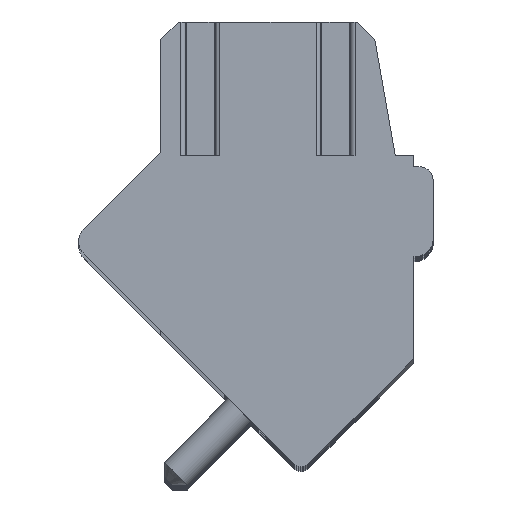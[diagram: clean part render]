
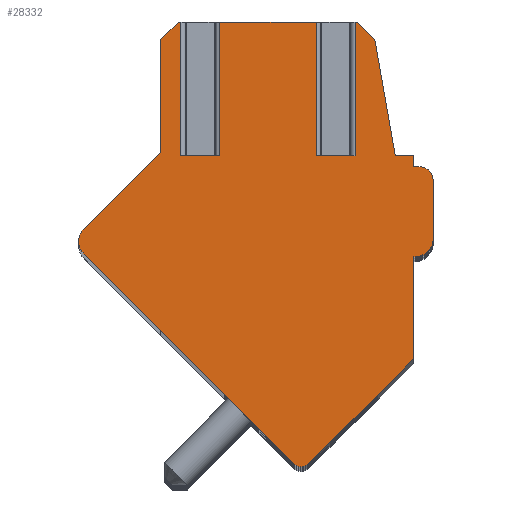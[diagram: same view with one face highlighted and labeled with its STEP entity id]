
A CAD part, top view. The second image highlights one B-rep face of the part: STEP entity #28332.
In plain terms, the highlighted planar face has unit normal (0, 0, 1).
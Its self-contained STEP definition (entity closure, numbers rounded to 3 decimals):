
#3303=DIRECTION('',(0.707,-0.707,0.));
#3304=VECTOR('',#3303,8.2);
#3305=CARTESIAN_POINT('',(-4.761,0.072,1.75));
#3306=LINE('',#3305,#3304);
#3823=DIRECTION('',(1.,0.,0.));
#3824=VECTOR('',#3823,1.07);
#3825=CARTESIAN_POINT('',(1.673,2.8,1.75));
#3826=LINE('',#3825,#3824);
#3827=DIRECTION('',(0.,1.,0.));
#3828=VECTOR('',#3827,3.7);
#3829=CARTESIAN_POINT('',(2.743,2.8,1.75));
#3830=LINE('',#3829,#3828);
#3831=DIRECTION('',(-1.,0.,0.));
#3832=VECTOR('',#3831,0.068);
#3833=CARTESIAN_POINT('',(2.811,6.5,1.75));
#3834=LINE('',#3833,#3832);
#3835=DIRECTION('',(-0.707,0.707,0.));
#3836=VECTOR('',#3835,0.677);
#3837=CARTESIAN_POINT('',(3.29,6.021,1.75));
#3838=LINE('',#3837,#3836);
#3839=DIRECTION('',(-0.174,0.985,0.));
#3840=VECTOR('',#3839,3.271);
#3841=CARTESIAN_POINT('',(3.858,2.8,1.75));
#3842=LINE('',#3841,#3840);
#3843=DIRECTION('',(-1.,0.,0.));
#3844=VECTOR('',#3843,0.5);
#3845=CARTESIAN_POINT('',(4.358,2.8,1.75));
#3846=LINE('',#3845,#3844);
#3847=DIRECTION('',(0.,1.,0.));
#3848=VECTOR('',#3847,0.3);
#3849=CARTESIAN_POINT('',(4.358,2.5,1.75));
#3850=LINE('',#3849,#3848);
#3851=DIRECTION('',(-1.,0.,0.));
#3852=VECTOR('',#3851,0.15);
#3853=CARTESIAN_POINT('',(4.508,2.5,1.75));
#3854=LINE('',#3853,#3852);
#3855=CARTESIAN_POINT('',(4.508,2.1,1.75));
#3856=DIRECTION('',(0.,0.,1.));
#3857=DIRECTION('',(1.,0.,0.));
#3858=AXIS2_PLACEMENT_3D('',#3855,#3856,#3857);
#3860=DIRECTION('',(0.,1.,0.));
#3861=VECTOR('',#3860,1.6);
#3862=CARTESIAN_POINT('',(4.908,0.5,1.75));
#3863=LINE('',#3862,#3861);
#3864=CARTESIAN_POINT('',(4.408,0.5,1.75));
#3865=DIRECTION('',(0.,0.,1.));
#3866=DIRECTION('',(0.,-1.,0.));
#3867=AXIS2_PLACEMENT_3D('',#3864,#3865,#3866);
#3869=DIRECTION('',(1.,0.,0.));
#3870=VECTOR('',#3869,0.05);
#3871=CARTESIAN_POINT('',(4.358,0.,1.75));
#3872=LINE('',#3871,#3870);
#3873=DIRECTION('',(0.,1.,0.));
#3874=VECTOR('',#3873,2.83);
#3875=CARTESIAN_POINT('',(4.358,-2.83,1.75));
#3876=LINE('',#3875,#3874);
#3877=DIRECTION('',(0.707,0.707,0.));
#3878=VECTOR('',#3877,4.096);
#3879=CARTESIAN_POINT('',(1.461,-5.727,1.75));
#3880=LINE('',#3879,#3878);
#3881=CARTESIAN_POINT('',(1.249,-5.515,1.75));
#3882=DIRECTION('',(0.,0.,1.));
#3883=DIRECTION('',(-0.707,-0.707,0.));
#3884=AXIS2_PLACEMENT_3D('',#3881,#3882,#3883);
#3886=CARTESIAN_POINT('',(-4.408,0.425,1.75));
#3887=DIRECTION('',(0.,0.,1.));
#3888=DIRECTION('',(-0.707,0.707,0.));
#3889=AXIS2_PLACEMENT_3D('',#3886,#3887,#3888);
#3891=DIRECTION('',(-0.707,-0.707,0.));
#3892=VECTOR('',#3891,2.997);
#3893=CARTESIAN_POINT('',(-2.642,2.898,1.75));
#3894=LINE('',#3893,#3892);
#3895=DIRECTION('',(0.,-1.,0.));
#3896=VECTOR('',#3895,3.111);
#3897=CARTESIAN_POINT('',(-2.642,6.009,1.75));
#3898=LINE('',#3897,#3896);
#3899=DIRECTION('',(-0.707,-0.707,0.));
#3900=VECTOR('',#3899,0.694);
#3901=CARTESIAN_POINT('',(-2.151,6.5,1.75));
#3902=LINE('',#3901,#3900);
#3903=DIRECTION('',(-1.,0.,0.));
#3904=VECTOR('',#3903,0.074);
#3905=CARTESIAN_POINT('',(-2.077,6.5,1.75));
#3906=LINE('',#3905,#3904);
#3907=DIRECTION('',(0.,1.,0.));
#3908=VECTOR('',#3907,3.7);
#3909=CARTESIAN_POINT('',(-2.077,2.8,1.75));
#3910=LINE('',#3909,#3908);
#3911=DIRECTION('',(1.,0.,0.));
#3912=VECTOR('',#3911,1.07);
#3913=CARTESIAN_POINT('',(-2.077,2.8,1.75));
#3914=LINE('',#3913,#3912);
#3915=DIRECTION('',(0.,1.,0.));
#3916=VECTOR('',#3915,3.7);
#3917=CARTESIAN_POINT('',(-1.007,2.8,1.75));
#3918=LINE('',#3917,#3916);
#3919=DIRECTION('',(-1.,0.,0.));
#3920=VECTOR('',#3919,2.68);
#3921=CARTESIAN_POINT('',(1.673,6.5,1.75));
#3922=LINE('',#3921,#3920);
#3923=DIRECTION('',(0.,1.,0.));
#3924=VECTOR('',#3923,3.7);
#3925=CARTESIAN_POINT('',(1.673,2.8,1.75));
#3926=LINE('',#3925,#3924);
#18545=CARTESIAN_POINT('',(1.673,2.8,1.75));
#18546=CARTESIAN_POINT('',(2.743,2.8,1.75));
#18547=VERTEX_POINT('',#18545);
#18548=VERTEX_POINT('',#18546);
#18549=CARTESIAN_POINT('',(2.743,6.5,1.75));
#18550=VERTEX_POINT('',#18549);
#18551=CARTESIAN_POINT('',(1.673,6.5,1.75));
#18552=VERTEX_POINT('',#18551);
#18565=CARTESIAN_POINT('',(-2.077,2.8,1.75));
#18566=CARTESIAN_POINT('',(-1.007,2.8,1.75));
#18567=VERTEX_POINT('',#18565);
#18568=VERTEX_POINT('',#18566);
#18569=CARTESIAN_POINT('',(-1.007,6.5,1.75));
#18570=VERTEX_POINT('',#18569);
#18571=CARTESIAN_POINT('',(-2.077,6.5,1.75));
#18572=VERTEX_POINT('',#18571);
#18663=CARTESIAN_POINT('',(1.037,-5.727,1.75));
#18664=CARTESIAN_POINT('',(1.461,-5.727,1.75));
#18665=VERTEX_POINT('',#18663);
#18666=VERTEX_POINT('',#18664);
#18667=CARTESIAN_POINT('',(4.358,-2.83,1.75));
#18668=VERTEX_POINT('',#18667);
#18669=CARTESIAN_POINT('',(4.358,0.,1.75));
#18670=VERTEX_POINT('',#18669);
#18671=CARTESIAN_POINT('',(4.408,0.,1.75));
#18672=VERTEX_POINT('',#18671);
#18673=CARTESIAN_POINT('',(4.908,0.5,1.75));
#18674=VERTEX_POINT('',#18673);
#18675=CARTESIAN_POINT('',(4.908,2.1,1.75));
#18676=VERTEX_POINT('',#18675);
#18677=CARTESIAN_POINT('',(4.508,2.5,1.75));
#18678=VERTEX_POINT('',#18677);
#18679=CARTESIAN_POINT('',(4.358,2.5,1.75));
#18680=VERTEX_POINT('',#18679);
#18681=CARTESIAN_POINT('',(4.358,2.8,1.75));
#18682=VERTEX_POINT('',#18681);
#18683=CARTESIAN_POINT('',(3.858,2.8,1.75));
#18684=VERTEX_POINT('',#18683);
#18685=CARTESIAN_POINT('',(3.29,6.021,1.75));
#18686=VERTEX_POINT('',#18685);
#18687=CARTESIAN_POINT('',(2.811,6.5,1.75));
#18688=VERTEX_POINT('',#18687);
#18689=CARTESIAN_POINT('',(-2.151,6.5,1.75));
#18690=CARTESIAN_POINT('',(-2.642,6.009,1.75));
#18691=VERTEX_POINT('',#18689);
#18692=VERTEX_POINT('',#18690);
#18693=CARTESIAN_POINT('',(-4.761,0.779,1.75));
#18694=CARTESIAN_POINT('',(-4.761,0.072,1.75));
#18695=VERTEX_POINT('',#18693);
#18696=VERTEX_POINT('',#18694);
#18701=CARTESIAN_POINT('',(-2.642,2.898,1.75));
#18703=VERTEX_POINT('',#18701);
#28289=CARTESIAN_POINT('',(0.,0.,1.75));
#28290=DIRECTION('',(0.,0.,1.));
#28291=DIRECTION('',(1.,0.,0.));
#28292=AXIS2_PLACEMENT_3D('',#28289,#28290,#28291);
#28293=PLANE('',#28292);
#28295=ORIENTED_EDGE('',*,*,#28294,.T.);
#28297=ORIENTED_EDGE('',*,*,#28296,.T.);
#28298=ORIENTED_EDGE('',*,*,#24028,.F.);
#28299=ORIENTED_EDGE('',*,*,#24322,.F.);
#28300=ORIENTED_EDGE('',*,*,#24336,.F.);
#28301=ORIENTED_EDGE('',*,*,#24350,.F.);
#28302=ORIENTED_EDGE('',*,*,#24539,.F.);
#28303=ORIENTED_EDGE('',*,*,#24555,.F.);
#28304=ORIENTED_EDGE('',*,*,#25366,.F.);
#28305=ORIENTED_EDGE('',*,*,#25708,.F.);
#28306=ORIENTED_EDGE('',*,*,#26050,.F.);
#28307=ORIENTED_EDGE('',*,*,#26392,.F.);
#28308=ORIENTED_EDGE('',*,*,#26741,.F.);
#28309=ORIENTED_EDGE('',*,*,#27602,.F.);
#28310=ORIENTED_EDGE('',*,*,#27868,.F.);
#28311=ORIENTED_EDGE('',*,*,#27653,.F.);
#28313=ORIENTED_EDGE('',*,*,#28312,.F.);
#28315=ORIENTED_EDGE('',*,*,#28314,.F.);
#28317=ORIENTED_EDGE('',*,*,#28316,.F.);
#28319=ORIENTED_EDGE('',*,*,#28318,.F.);
#28320=ORIENTED_EDGE('',*,*,#24060,.F.);
#28322=ORIENTED_EDGE('',*,*,#28321,.F.);
#28324=ORIENTED_EDGE('',*,*,#28323,.T.);
#28326=ORIENTED_EDGE('',*,*,#28325,.T.);
#28327=ORIENTED_EDGE('',*,*,#24044,.F.);
#28329=ORIENTED_EDGE('',*,*,#28328,.F.);
#28330=EDGE_LOOP('',(#28295,#28297,#28298,#28299,#28300,#28301,#28302,#28303,
#28304,#28305,#28306,#28307,#28308,#28309,#28310,#28311,#28313,#28315,#28317,
#28319,#28320,#28322,#28324,#28326,#28327,#28329));
#28331=FACE_OUTER_BOUND('',#28330,.F.);
#3859=CIRCLE('',#3858,0.4);
#3868=CIRCLE('',#3867,0.5);
#3885=CIRCLE('',#3884,0.3);
#3890=CIRCLE('',#3889,0.5);
#24028=EDGE_CURVE('',#18688,#18550,#3834,.T.);
#24044=EDGE_CURVE('',#18552,#18570,#3922,.T.);
#24060=EDGE_CURVE('',#18572,#18691,#3906,.T.);
#24322=EDGE_CURVE('',#18686,#18688,#3838,.T.);
#24336=EDGE_CURVE('',#18684,#18686,#3842,.T.);
#24350=EDGE_CURVE('',#18682,#18684,#3846,.T.);
#24539=EDGE_CURVE('',#18680,#18682,#3850,.T.);
#24555=EDGE_CURVE('',#18678,#18680,#3854,.T.);
#25366=EDGE_CURVE('',#18676,#18678,#3859,.T.);
#25708=EDGE_CURVE('',#18674,#18676,#3863,.T.);
#26050=EDGE_CURVE('',#18672,#18674,#3868,.T.);
#26392=EDGE_CURVE('',#18670,#18672,#3872,.T.);
#26741=EDGE_CURVE('',#18668,#18670,#3876,.T.);
#27602=EDGE_CURVE('',#18666,#18668,#3880,.T.);
#27653=EDGE_CURVE('',#18696,#18665,#3306,.T.);
#27868=EDGE_CURVE('',#18665,#18666,#3885,.T.);
#28294=EDGE_CURVE('',#18547,#18548,#3826,.T.);
#28296=EDGE_CURVE('',#18548,#18550,#3830,.T.);
#28312=EDGE_CURVE('',#18695,#18696,#3890,.T.);
#28314=EDGE_CURVE('',#18703,#18695,#3894,.T.);
#28316=EDGE_CURVE('',#18692,#18703,#3898,.T.);
#28318=EDGE_CURVE('',#18691,#18692,#3902,.T.);
#28321=EDGE_CURVE('',#18567,#18572,#3910,.T.);
#28323=EDGE_CURVE('',#18567,#18568,#3914,.T.);
#28325=EDGE_CURVE('',#18568,#18570,#3918,.T.);
#28328=EDGE_CURVE('',#18547,#18552,#3926,.T.);
#28332=ADVANCED_FACE('',(#28331),#28293,.T.);
